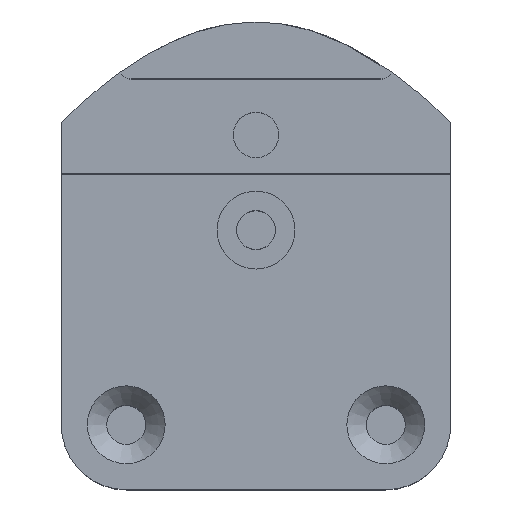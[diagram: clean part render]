
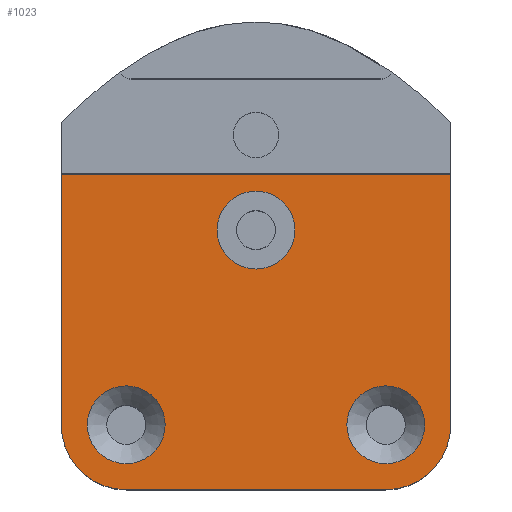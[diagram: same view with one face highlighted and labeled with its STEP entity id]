
A CAD part, top view. The second image highlights one B-rep face of the part: STEP entity #1023.
In plain terms, the highlighted planar face has unit normal (0, 0, 1).
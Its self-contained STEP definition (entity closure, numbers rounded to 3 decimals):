
#31=FACE_BOUND('',#158,.T.);
#32=FACE_BOUND('',#159,.T.);
#33=FACE_BOUND('',#160,.T.);
#55=PLANE('',#1107);
#92=FACE_OUTER_BOUND('',#157,.T.);
#157=EDGE_LOOP('',(#733,#734,#735,#736,#737,#738));
#158=EDGE_LOOP('',(#739));
#159=EDGE_LOOP('',(#740));
#160=EDGE_LOOP('',(#741));
#226=LINE('',#1653,#310);
#233=LINE('',#2237,#317);
#236=LINE('',#2563,#320);
#237=LINE('',#2564,#321);
#310=VECTOR('',#1230,10.);
#317=VECTOR('',#1243,10.);
#320=VECTOR('',#1254,10.);
#321=VECTOR('',#1255,10.);
#390=CIRCLE('',#1094,5.);
#395=CIRCLE('',#1102,5.);
#397=CIRCLE('',#1106,3.);
#398=CIRCLE('',#1108,3.);
#399=CIRCLE('',#1109,3.);
#445=VERTEX_POINT('',#1522);
#446=VERTEX_POINT('',#1524);
#454=VERTEX_POINT('',#1652);
#455=VERTEX_POINT('',#1656);
#461=VERTEX_POINT('',#2235);
#464=VERTEX_POINT('',#2558);
#465=VERTEX_POINT('',#2562);
#466=VERTEX_POINT('',#2565);
#467=VERTEX_POINT('',#2567);
#543=EDGE_CURVE('',#445,#446,#390,.T.);
#553=EDGE_CURVE('',#446,#454,#226,.T.);
#555=EDGE_CURVE('',#454,#455,#395,.T.);
#564=EDGE_CURVE('',#461,#445,#233,.T.);
#569=EDGE_CURVE('',#464,#464,#397,.T.);
#570=EDGE_CURVE('',#461,#465,#236,.T.);
#571=EDGE_CURVE('',#455,#465,#237,.T.);
#572=EDGE_CURVE('',#466,#466,#398,.T.);
#573=EDGE_CURVE('',#467,#467,#399,.T.);
#733=ORIENTED_EDGE('',*,*,#543,.F.);
#734=ORIENTED_EDGE('',*,*,#564,.F.);
#735=ORIENTED_EDGE('',*,*,#570,.T.);
#736=ORIENTED_EDGE('',*,*,#571,.F.);
#737=ORIENTED_EDGE('',*,*,#555,.F.);
#738=ORIENTED_EDGE('',*,*,#553,.F.);
#739=ORIENTED_EDGE('',*,*,#572,.F.);
#740=ORIENTED_EDGE('',*,*,#573,.F.);
#741=ORIENTED_EDGE('',*,*,#569,.F.);
#1023=ADVANCED_FACE('',(#92,#31,#32,#33),#55,.F.);
#1094=AXIS2_PLACEMENT_3D('',#1525,#1212,#1213);
#1102=AXIS2_PLACEMENT_3D('',#1657,#1234,#1235);
#1106=AXIS2_PLACEMENT_3D('',#2560,#1250,#1251);
#1107=AXIS2_PLACEMENT_3D('',#2561,#1252,#1253);
#1108=AXIS2_PLACEMENT_3D('',#2566,#1256,#1257);
#1109=AXIS2_PLACEMENT_3D('',#2568,#1258,#1259);
#1212=DIRECTION('center_axis',(0.,0.,-1.));
#1213=DIRECTION('ref_axis',(0.707,-0.707,0.));
#1230=DIRECTION('',(-1.,0.,0.));
#1234=DIRECTION('center_axis',(0.,0.,-1.));
#1235=DIRECTION('ref_axis',(-0.707,-0.707,0.));
#1243=DIRECTION('',(0.,-1.,0.));
#1250=DIRECTION('center_axis',(0.,0.,1.));
#1251=DIRECTION('ref_axis',(1.,0.,0.));
#1252=DIRECTION('center_axis',(0.,0.,-1.));
#1253=DIRECTION('ref_axis',(1.,0.,0.));
#1254=DIRECTION('',(-1.,0.,0.));
#1255=DIRECTION('',(0.,1.,0.));
#1256=DIRECTION('center_axis',(0.,0.,1.));
#1257=DIRECTION('ref_axis',(1.,0.,0.));
#1258=DIRECTION('center_axis',(0.,0.,1.));
#1259=DIRECTION('ref_axis',(1.,0.,0.));
#1522=CARTESIAN_POINT('',(30.,-19.308,0.));
#1524=CARTESIAN_POINT('',(25.,-24.308,0.));
#1525=CARTESIAN_POINT('Origin',(25.,-19.308,0.));
#1652=CARTESIAN_POINT('',(5.,-24.308,0.));
#1653=CARTESIAN_POINT('',(30.,-24.308,0.));
#1656=CARTESIAN_POINT('',(0.,-19.308,0.));
#1657=CARTESIAN_POINT('Origin',(5.,-19.308,0.));
#2235=CARTESIAN_POINT('',(30.,0.,0.));
#2237=CARTESIAN_POINT('',(30.,4.,0.));
#2558=CARTESIAN_POINT('',(12.,-4.308,0.));
#2560=CARTESIAN_POINT('Origin',(15.,-4.308,0.));
#2561=CARTESIAN_POINT('Origin',(15.,-6.307,0.));
#2562=CARTESIAN_POINT('',(0.,0.,0.));
#2563=CARTESIAN_POINT('',(30.,0.,0.));
#2564=CARTESIAN_POINT('',(0.,-24.308,0.));
#2565=CARTESIAN_POINT('',(22.,-19.308,0.));
#2566=CARTESIAN_POINT('Origin',(25.,-19.308,0.));
#2567=CARTESIAN_POINT('',(2.,-19.308,0.));
#2568=CARTESIAN_POINT('Origin',(5.,-19.308,0.));
